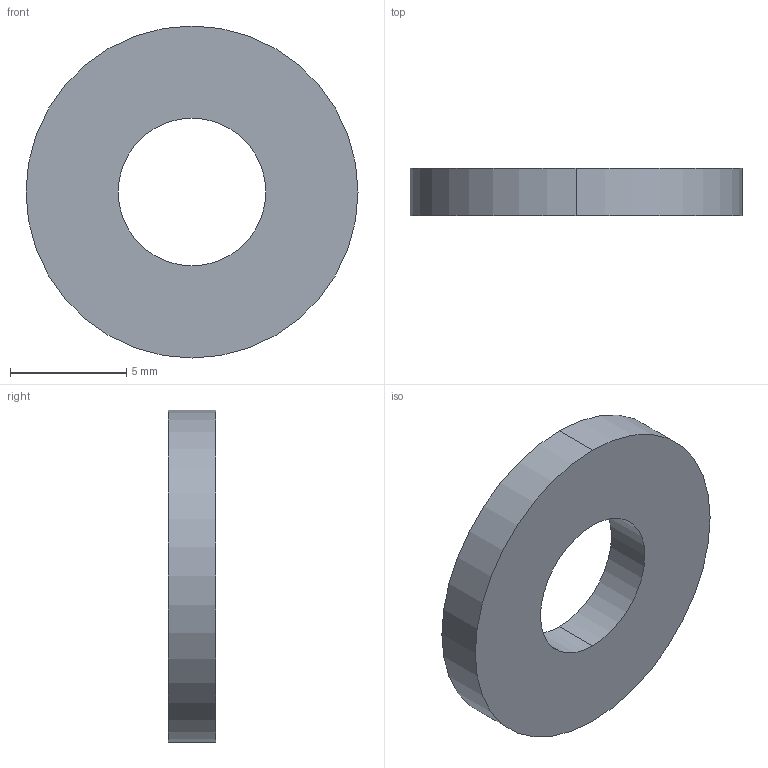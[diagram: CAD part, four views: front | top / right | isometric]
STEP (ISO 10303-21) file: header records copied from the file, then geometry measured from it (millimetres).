
FILE_DESCRIPTION (( 'STEP AP203' ), '1' );
FILE_NAME ('96659A105_18-8 Stainless Steel SAE Washer.STEP', '2021-09-10T14:12:11', ( 'Administrator' ), ( 'Managed by Terraform' ), 'SwSTEP 2.0', 'SolidWorks 2017', '' );
FILE_SCHEMA (( 'CONFIG_CONTROL_DESIGN' ));
Length unit declared in the file: inch
Products named in the file (1): 96659A105_18-8 Stainless Steel SAE Washer
Bounding box: 14.27 x 2.03 x 14.27 mm (x, y, z)
Volume: 260.9 mm3; surface area: 388.4 mm2
Topology: 1 solids, 1 shells, 6 faces, 12 edges, 8 vertices
Faces by surface type: cylinder 4, plane 2
Entity records: 247 total; most frequent: DIRECTION 34, CARTESIAN_POINT 27, ORIENTED_EDGE 24, AXIS2_PLACEMENT_3D 15, EDGE_CURVE 12, CIRCLE 8, VERTEX_POINT 8, EDGE_LOOP 8
